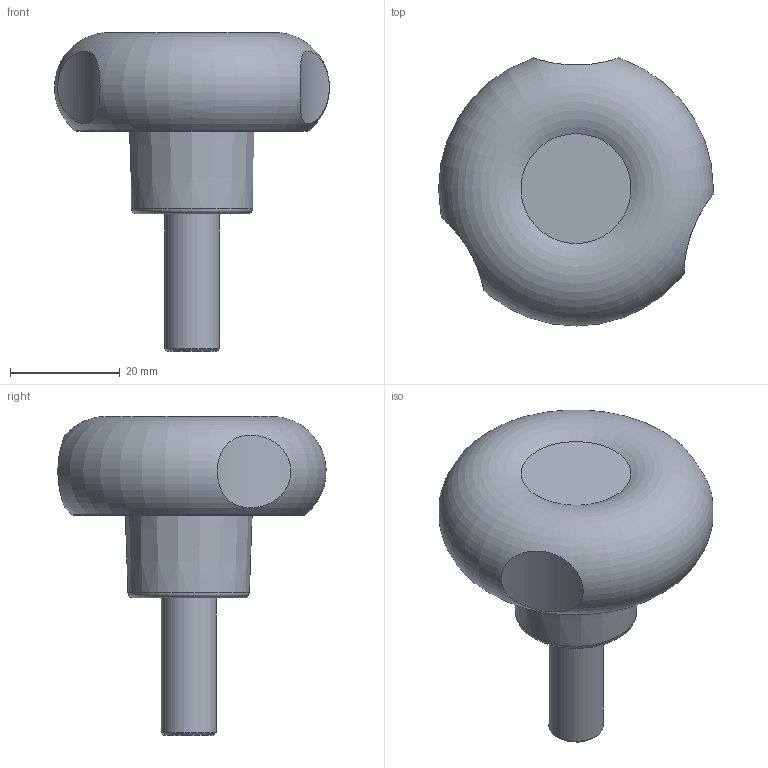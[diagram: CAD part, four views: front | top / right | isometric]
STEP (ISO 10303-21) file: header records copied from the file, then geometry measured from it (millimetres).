
FILE_DESCRIPTION( ( 'Unknown' ), '1' );
FILE_NAME( '6391760_VTPX50_M10x25.stp', 'Unknown', ( 'Unknown' ), ( 'Unknown' ), 'PSStep 11.0', 'Unknown', ' ' );
FILE_SCHEMA( ( 'AUTOMOTIVE_DESIGN { 1 0 10303 214 1 1 1 1 }' ) );
Length unit declared in the file: millimetre
Products named in the file (1): 6391760
Bounding box: 49.98 x 48.76 x 57.97 mm (x, y, z)
Volume: 30368.5 mm3; surface area: 10491.6 mm2
Topology: 1 solids, 2 shells, 60 faces, 155 edges, 103 vertices
Faces by surface type: plane 35, cylinder 13, torus 8, cone 4
Full cylindrical faces by diameter (mm): 10 x1, 18.9 x1
Entity records: 2852 total; most frequent: CARTESIAN_POINT 996, ORIENTED_EDGE 282, DIRECTION 266, EDGE_CURVE 141, AXIS2_PLACEMENT_3D 113, VERTEX_POINT 99, EDGE_LOOP 76, FACE_OUTER_BOUND 66
